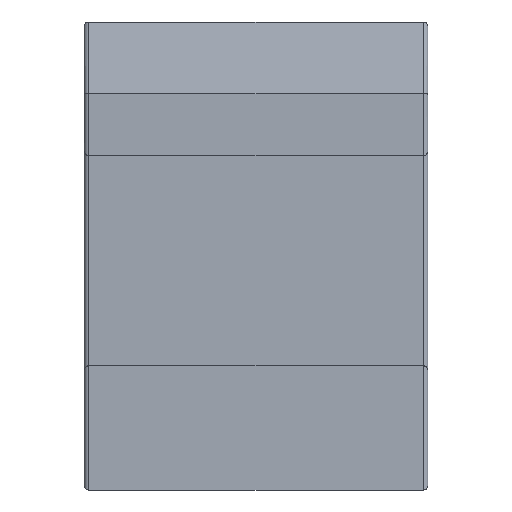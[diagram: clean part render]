
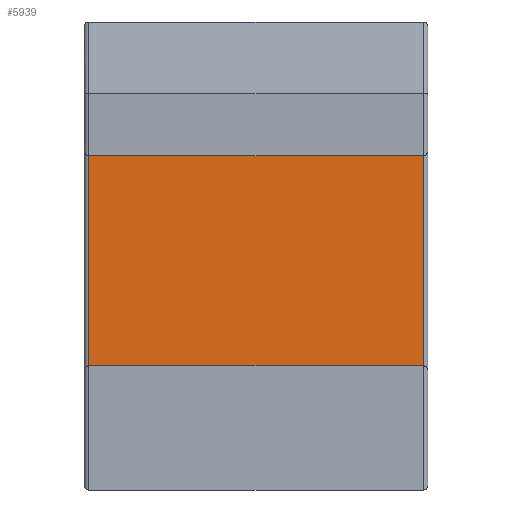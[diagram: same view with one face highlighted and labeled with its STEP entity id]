
A CAD part, front view. The second image highlights one B-rep face of the part: STEP entity #5939.
In plain terms, the highlighted planar face has unit normal (0, -1, 0).
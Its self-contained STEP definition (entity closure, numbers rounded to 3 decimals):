
#526 = LINE ( 'NONE', #12036, #5888 ) ;
#1055 = EDGE_CURVE ( 'NONE', #14145, #10160, #15517, .T. ) ;
#2126 = VERTEX_POINT ( 'NONE', #4989 ) ;
#2255 = PLANE ( 'NONE',  #9904 ) ;
#3232 = DIRECTION ( 'NONE',  ( 0., 0., 1. ) ) ;
#3587 = VERTEX_POINT ( 'NONE', #11085 ) ;
#4379 = ORIENTED_EDGE ( 'NONE', *, *, #5055, .T. ) ;
#4606 = ORIENTED_EDGE ( 'NONE', *, *, #1055, .T. ) ;
#4694 = FACE_OUTER_BOUND ( 'NONE', #10081, .T. ) ;
#4964 = CARTESIAN_POINT ( 'NONE',  ( -35., -24., -23. ) ) ;
#4989 = CARTESIAN_POINT ( 'NONE',  ( 35., -24., -23. ) ) ;
#5055 = EDGE_CURVE ( 'NONE', #2126, #3587, #526, .T. ) ;
#5227 = DIRECTION ( 'NONE',  ( 0., 0., -1. ) ) ;
#5411 = LINE ( 'NONE', #7245, #14914 ) ;
#5888 = VECTOR ( 'NONE', #15405, 1000. ) ;
#5939 = ADVANCED_FACE ( 'NONE', ( #4694 ), #2255, .F. ) ;
#5991 = EDGE_CURVE ( 'NONE', #2126, #10160, #9066, .T. ) ;
#6469 = CARTESIAN_POINT ( 'NONE',  ( 36., -24., -23. ) ) ;
#7245 = CARTESIAN_POINT ( 'NONE',  ( 36., -24., 21. ) ) ;
#7614 = CARTESIAN_POINT ( 'NONE',  ( -35., -24., 21. ) ) ;
#7806 = DIRECTION ( 'NONE',  ( -1., 0., 0. ) ) ;
#8483 = CARTESIAN_POINT ( 'NONE',  ( 36., -24., -23. ) ) ;
#9066 = LINE ( 'NONE', #6469, #12641 ) ;
#9904 = AXIS2_PLACEMENT_3D ( 'NONE', #8483, #11425, #3232 ) ;
#10081 = EDGE_LOOP ( 'NONE', ( #12338, #4606, #11006, #4379 ) ) ;
#10160 = VERTEX_POINT ( 'NONE', #4964 ) ;
#10942 = DIRECTION ( 'NONE',  ( -1., 0., 0. ) ) ;
#11006 = ORIENTED_EDGE ( 'NONE', *, *, #5991, .F. ) ;
#11085 = CARTESIAN_POINT ( 'NONE',  ( 35., -24., 21. ) ) ;
#11377 = CARTESIAN_POINT ( 'NONE',  ( -35., -24., -23. ) ) ;
#11425 = DIRECTION ( 'NONE',  ( 0., 1., 0. ) ) ;
#12036 = CARTESIAN_POINT ( 'NONE',  ( 35., -24., 21. ) ) ;
#12338 = ORIENTED_EDGE ( 'NONE', *, *, #15047, .T. ) ;
#12641 = VECTOR ( 'NONE', #7806, 1000. ) ;
#14145 = VERTEX_POINT ( 'NONE', #7614 ) ;
#14914 = VECTOR ( 'NONE', #10942, 1000. ) ;
#15047 = EDGE_CURVE ( 'NONE', #3587, #14145, #5411, .T. ) ;
#15238 = VECTOR ( 'NONE', #5227, 1000. ) ;
#15405 = DIRECTION ( 'NONE',  ( 0., 0., 1. ) ) ;
#15517 = LINE ( 'NONE', #11377, #15238 ) ;
